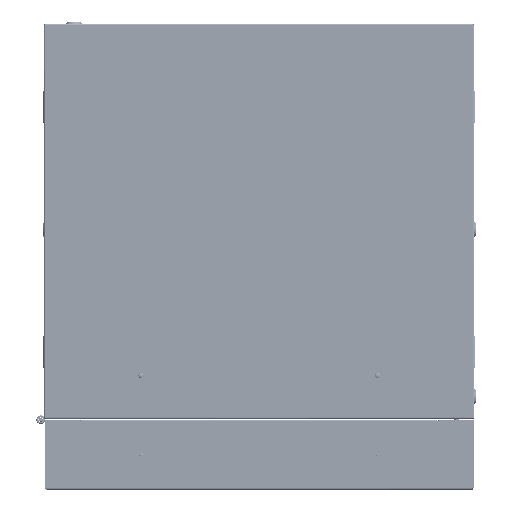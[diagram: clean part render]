
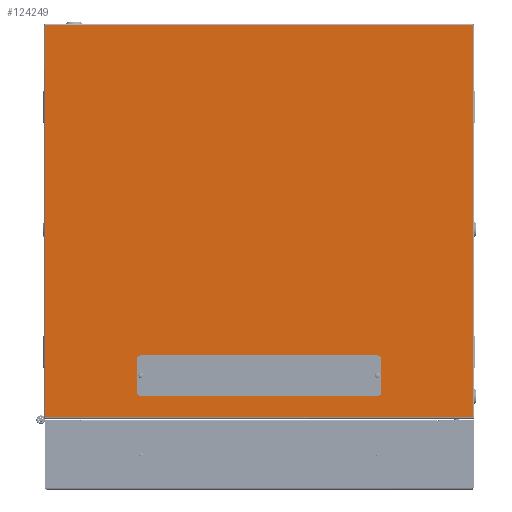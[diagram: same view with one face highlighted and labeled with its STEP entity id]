
A CAD part, front view. The second image highlights one B-rep face of the part: STEP entity #124249.
In plain terms, the highlighted face is planar.
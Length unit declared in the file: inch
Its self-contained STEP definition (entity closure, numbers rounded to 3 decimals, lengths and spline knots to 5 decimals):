
#535 = CARTESIAN_POINT ( 'NONE',  ( 6.10236, 7.28346, 1.45669 ) ) ;
#2644 = ORIENTED_EDGE ( 'NONE', *, *, #140884, .T. ) ;
#3349 = CARTESIAN_POINT ( 'NONE',  ( -11.74409, 7.28346, 21.58661 ) ) ;
#4183 = CARTESIAN_POINT ( 'NONE',  ( -6.49606, 7.28346, 2.3622 ) ) ;
#4504 = VECTOR ( 'NONE', #12007, 39.37008 ) ;
#4829 = ORIENTED_EDGE ( 'NONE', *, *, #92225, .T. ) ;
#5388 = VERTEX_POINT ( 'NONE', #23424 ) ;
#5901 = DIRECTION ( 'NONE',  ( 0., -1., 0. ) ) ;
#6967 = CARTESIAN_POINT ( 'NONE',  ( 6.29921, 7.28346, 1.45669 ) ) ;
#8914 = DIRECTION ( 'NONE',  ( 0., -1., 0. ) ) ;
#9619 = DIRECTION ( 'NONE',  ( 0., -1., 0. ) ) ;
#10343 = DIRECTION ( 'NONE',  ( 0., 0., 1. ) ) ;
#11858 = EDGE_CURVE ( 'NONE', #134917, #74130, #139152, .T. ) ;
#12007 = DIRECTION ( 'NONE',  ( 1., 0., 0. ) ) ;
#12955 = CARTESIAN_POINT ( 'NONE',  ( 6.29921, 7.28346, 0. ) ) ;
#13667 = CIRCLE ( 'NONE', #65668, 0.06299 ) ;
#13996 = ORIENTED_EDGE ( 'NONE', *, *, #132133, .T. ) ;
#14274 = CIRCLE ( 'NONE', #33162, 0.19685 ) ;
#16579 = PLANE ( 'NONE',  #129567 ) ;
#17582 = VERTEX_POINT ( 'NONE', #89334 ) ;
#17879 = ORIENTED_EDGE ( 'NONE', *, *, #25489, .T. ) ;
#19043 = DIRECTION ( 'NONE',  ( 0., 0., 1. ) ) ;
#19295 = CARTESIAN_POINT ( 'NONE',  ( -6.49606, 7.28346, 2.3622 ) ) ;
#19411 = CARTESIAN_POINT ( 'NONE',  ( -6.10236, 7.28346, 3.46457 ) ) ;
#20840 = DIRECTION ( 'NONE',  ( 0., 0., -1. ) ) ;
#23424 = CARTESIAN_POINT ( 'NONE',  ( 6.29921, 7.28346, 3.26772 ) ) ;
#23702 = DIRECTION ( 'NONE',  ( 0., 0., 1. ) ) ;
#24272 = VERTEX_POINT ( 'NONE', #39598 ) ;
#24280 = CARTESIAN_POINT ( 'NONE',  ( 11.74409, 7.28346, 0. ) ) ;
#24683 = CARTESIAN_POINT ( 'NONE',  ( -11.76378, 7.28346, 21.58661 ) ) ;
#24707 = ORIENTED_EDGE ( 'NONE', *, *, #123493, .T. ) ;
#25044 = DIRECTION ( 'NONE',  ( 0., 0., 1. ) ) ;
#25489 = EDGE_CURVE ( 'NONE', #118435, #142874, #57954, .T. ) ;
#26203 = DIRECTION ( 'NONE',  ( 0., 0., 1. ) ) ;
#27098 = ORIENTED_EDGE ( 'NONE', *, *, #82421, .T. ) ;
#27411 = ORIENTED_EDGE ( 'NONE', *, *, #137206, .T. ) ;
#28089 = CARTESIAN_POINT ( 'NONE',  ( -6.10236, 7.28346, 1.45669 ) ) ;
#33063 = VERTEX_POINT ( 'NONE', #137044 ) ;
#33162 = AXIS2_PLACEMENT_3D ( 'NONE', #28089, #5901, #60540 ) ;
#33639 = FACE_OUTER_BOUND ( 'NONE', #36467, .T. ) ;
#34348 = FACE_BOUND ( 'NONE', #98756, .T. ) ;
#36356 = VERTEX_POINT ( 'NONE', #39536 ) ;
#36467 = EDGE_LOOP ( 'NONE', ( #99730, #27098, #86692, #2644 ) ) ;
#37985 = DIRECTION ( 'NONE',  ( 0., 1., 0. ) ) ;
#38091 = AXIS2_PLACEMENT_3D ( 'NONE', #44131, #85746, #118262 ) ;
#39536 = CARTESIAN_POINT ( 'NONE',  ( -6.10236, 7.28346, 1.25984 ) ) ;
#39589 = CARTESIAN_POINT ( 'NONE',  ( 11.74409, 7.28346, 21.58661 ) ) ;
#39598 = CARTESIAN_POINT ( 'NONE',  ( 6.10236, 7.28346, 3.46457 ) ) ;
#41428 = DIRECTION ( 'NONE',  ( 0., 0., 1. ) ) ;
#41774 = CARTESIAN_POINT ( 'NONE',  ( 11.74409, 7.28346, 0.06693 ) ) ;
#42334 = VERTEX_POINT ( 'NONE', #3349 ) ;
#44131 = CARTESIAN_POINT ( 'NONE',  ( -6.10236, 7.28346, 3.26772 ) ) ;
#45098 = CARTESIAN_POINT ( 'NONE',  ( -11.74409, 7.28346, 0. ) ) ;
#45233 = LINE ( 'NONE', #57046, #4504 ) ;
#47541 = EDGE_CURVE ( 'NONE', #36356, #99130, #45233, .T. ) ;
#49231 = DIRECTION ( 'NONE',  ( 0., -1., 0. ) ) ;
#49796 = DIRECTION ( 'NONE',  ( -1., 0., 0. ) ) ;
#51479 = VECTOR ( 'NONE', #49796, 39.37008 ) ;
#57046 = CARTESIAN_POINT ( 'NONE',  ( -11.76378, 7.28346, 1.25984 ) ) ;
#57954 = CIRCLE ( 'NONE', #119346, 0.06299 ) ;
#58609 = LINE ( 'NONE', #24683, #104302 ) ;
#58979 = CARTESIAN_POINT ( 'NONE',  ( -6.49606, 7.28346, 2.4252 ) ) ;
#59257 = CIRCLE ( 'NONE', #38091, 0.19685 ) ;
#59412 = CARTESIAN_POINT ( 'NONE',  ( -11.76378, 7.28346, 0. ) ) ;
#59932 = CARTESIAN_POINT ( 'NONE',  ( -11.76378, 7.28346, 3.46457 ) ) ;
#60540 = DIRECTION ( 'NONE',  ( 0., 0., 1. ) ) ;
#65668 = AXIS2_PLACEMENT_3D ( 'NONE', #4183, #49231, #69951 ) ;
#66133 = FACE_BOUND ( 'NONE', #78093, .T. ) ;
#69468 = LINE ( 'NONE', #45098, #82935 ) ;
#69951 = DIRECTION ( 'NONE',  ( 0., 0., 1. ) ) ;
#72591 = CARTESIAN_POINT ( 'NONE',  ( -6.29921, 7.28346, 3.26772 ) ) ;
#74130 = VERTEX_POINT ( 'NONE', #99542 ) ;
#74908 = CIRCLE ( 'NONE', #126753, 0.06299 ) ;
#76340 = ORIENTED_EDGE ( 'NONE', *, *, #107407, .T. ) ;
#77051 = VERTEX_POINT ( 'NONE', #19411 ) ;
#77111 = CARTESIAN_POINT ( 'NONE',  ( -6.49606, 7.28346, 2.29921 ) ) ;
#77871 = CIRCLE ( 'NONE', #141538, 0.19685 ) ;
#78093 = EDGE_LOOP ( 'NONE', ( #27411, #143933, #135515, #4829, #115793, #24707, #103335, #96180 ) ) ;
#78671 = CIRCLE ( 'NONE', #132968, 0.19685 ) ;
#78725 = LINE ( 'NONE', #12955, #106298 ) ;
#78765 = EDGE_CURVE ( 'NONE', #33063, #17582, #113002, .T. ) ;
#82421 = EDGE_CURVE ( 'NONE', #74130, #42334, #69468, .T. ) ;
#82935 = VECTOR ( 'NONE', #23702, 39.37008 ) ;
#85746 = DIRECTION ( 'NONE',  ( 0., -1., 0. ) ) ;
#86134 = EDGE_CURVE ( 'NONE', #42334, #109514, #58609, .T. ) ;
#86692 = ORIENTED_EDGE ( 'NONE', *, *, #86134, .T. ) ;
#89089 = VECTOR ( 'NONE', #20840, 39.37008 ) ;
#89184 = DIRECTION ( 'NONE',  ( 0., 0., 1. ) ) ;
#89334 = CARTESIAN_POINT ( 'NONE',  ( 6.49606, 7.28346, 2.29921 ) ) ;
#91812 = AXIS2_PLACEMENT_3D ( 'NONE', #133666, #9619, #10343 ) ;
#92225 = EDGE_CURVE ( 'NONE', #127705, #5388, #78725, .T. ) ;
#95764 = EDGE_CURVE ( 'NONE', #77051, #141702, #59257, .T. ) ;
#96180 = ORIENTED_EDGE ( 'NONE', *, *, #121663, .T. ) ;
#97464 = CARTESIAN_POINT ( 'NONE',  ( 6.10236, 7.28346, 1.25984 ) ) ;
#98756 = EDGE_LOOP ( 'NONE', ( #76340, #17879 ) ) ;
#99130 = VERTEX_POINT ( 'NONE', #97464 ) ;
#99542 = CARTESIAN_POINT ( 'NONE',  ( -11.74409, 7.28346, 0.06693 ) ) ;
#99730 = ORIENTED_EDGE ( 'NONE', *, *, #11858, .T. ) ;
#101697 = DIRECTION ( 'NONE',  ( 0., -1., 0. ) ) ;
#102162 = EDGE_CURVE ( 'NONE', #99130, #127705, #77871, .T. ) ;
#103030 = DIRECTION ( 'NONE',  ( 0., 0., 1. ) ) ;
#103335 = ORIENTED_EDGE ( 'NONE', *, *, #95764, .T. ) ;
#103653 = DIRECTION ( 'NONE',  ( 1., 0., 0. ) ) ;
#104302 = VECTOR ( 'NONE', #103653, 39.37008 ) ;
#104978 = DIRECTION ( 'NONE',  ( -1., 0., 0. ) ) ;
#106298 = VECTOR ( 'NONE', #103030, 39.37008 ) ;
#107407 = EDGE_CURVE ( 'NONE', #142874, #118435, #13667, .T. ) ;
#108052 = DIRECTION ( 'NONE',  ( 0., -1., 0. ) ) ;
#109514 = VERTEX_POINT ( 'NONE', #39589 ) ;
#113002 = CIRCLE ( 'NONE', #91812, 0.06299 ) ;
#113236 = EDGE_CURVE ( 'NONE', #5388, #24272, #78671, .T. ) ;
#115699 = VERTEX_POINT ( 'NONE', #145538 ) ;
#115793 = ORIENTED_EDGE ( 'NONE', *, *, #113236, .T. ) ;
#116077 = LINE ( 'NONE', #59932, #136509 ) ;
#118262 = DIRECTION ( 'NONE',  ( 0., 0., 1. ) ) ;
#118435 = VERTEX_POINT ( 'NONE', #77111 ) ;
#119346 = AXIS2_PLACEMENT_3D ( 'NONE', #19295, #8914, #41428 ) ;
#121663 = EDGE_CURVE ( 'NONE', #141702, #115699, #133077, .T. ) ;
#122725 = CARTESIAN_POINT ( 'NONE',  ( -6.29921, 7.28346, 0. ) ) ;
#122914 = EDGE_LOOP ( 'NONE', ( #126109, #13996 ) ) ;
#123493 = EDGE_CURVE ( 'NONE', #24272, #77051, #116077, .T. ) ;
#124249 = ADVANCED_FACE ( 'NONE', ( #34348, #66133, #134054, #33639 ), #16579, .T. ) ;
#125432 = LINE ( 'NONE', #24280, #137269 ) ;
#126109 = ORIENTED_EDGE ( 'NONE', *, *, #78765, .T. ) ;
#126753 = AXIS2_PLACEMENT_3D ( 'NONE', #144525, #133444, #19043 ) ;
#127705 = VERTEX_POINT ( 'NONE', #6967 ) ;
#129567 = AXIS2_PLACEMENT_3D ( 'NONE', #59412, #37985, #26203 ) ;
#129570 = CARTESIAN_POINT ( 'NONE',  ( -11.76378, 7.28346, 0.06693 ) ) ;
#130209 = CARTESIAN_POINT ( 'NONE',  ( 6.10236, 7.28346, 3.26772 ) ) ;
#132133 = EDGE_CURVE ( 'NONE', #17582, #33063, #74908, .T. ) ;
#132968 = AXIS2_PLACEMENT_3D ( 'NONE', #130209, #108052, #25044 ) ;
#133077 = LINE ( 'NONE', #122725, #89089 ) ;
#133444 = DIRECTION ( 'NONE',  ( 0., -1., 0. ) ) ;
#133666 = CARTESIAN_POINT ( 'NONE',  ( 6.49606, 7.28346, 2.3622 ) ) ;
#134054 = FACE_BOUND ( 'NONE', #122914, .T. ) ;
#134917 = VERTEX_POINT ( 'NONE', #41774 ) ;
#135515 = ORIENTED_EDGE ( 'NONE', *, *, #102162, .T. ) ;
#135777 = DIRECTION ( 'NONE',  ( 0., 0., -1. ) ) ;
#136509 = VECTOR ( 'NONE', #104978, 39.37008 ) ;
#137044 = CARTESIAN_POINT ( 'NONE',  ( 6.49606, 7.28346, 2.4252 ) ) ;
#137206 = EDGE_CURVE ( 'NONE', #115699, #36356, #14274, .T. ) ;
#137269 = VECTOR ( 'NONE', #135777, 39.37008 ) ;
#139152 = LINE ( 'NONE', #129570, #51479 ) ;
#140884 = EDGE_CURVE ( 'NONE', #109514, #134917, #125432, .T. ) ;
#141538 = AXIS2_PLACEMENT_3D ( 'NONE', #535, #101697, #89184 ) ;
#141702 = VERTEX_POINT ( 'NONE', #72591 ) ;
#142874 = VERTEX_POINT ( 'NONE', #58979 ) ;
#143933 = ORIENTED_EDGE ( 'NONE', *, *, #47541, .T. ) ;
#144525 = CARTESIAN_POINT ( 'NONE',  ( 6.49606, 7.28346, 2.3622 ) ) ;
#145538 = CARTESIAN_POINT ( 'NONE',  ( -6.29921, 7.28346, 1.45669 ) ) ;
